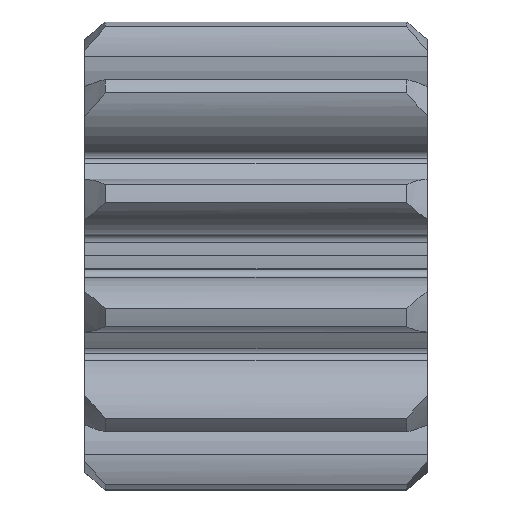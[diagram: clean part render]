
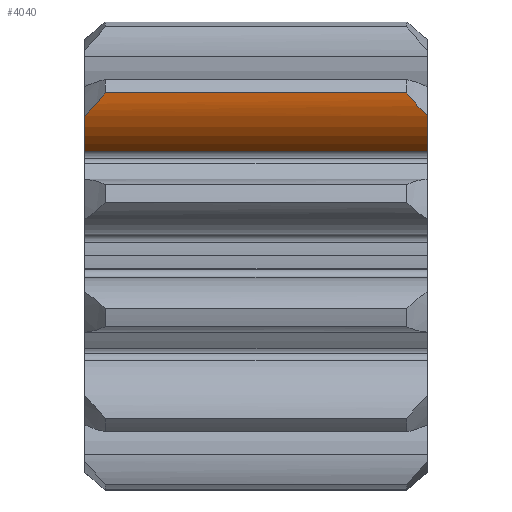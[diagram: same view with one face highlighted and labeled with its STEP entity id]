
A CAD part, top view. The second image highlights one B-rep face of the part: STEP entity #4040.
In plain terms, the highlighted cylindrical face has radius 3.048 mm (diameter 6.096 mm), a partial arc.
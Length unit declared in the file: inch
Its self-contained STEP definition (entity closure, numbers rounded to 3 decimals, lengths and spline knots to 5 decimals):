
#106 = FACE_OUTER_BOUND ( 'NONE', #2335, .T. ) ;
#225 = CARTESIAN_POINT ( 'NONE',  ( 0.02043, 0.22544, 0.2552 ) ) ;
#397 = VECTOR ( 'NONE', #2765, 39.37008 ) ;
#416 = CARTESIAN_POINT ( 'NONE',  ( 0.47, 0.23757, 0.25702 ) ) ;
#446 = EDGE_CURVE ( 'NONE', #4123, #2407, #2019, .T. ) ;
#506 = CARTESIAN_POINT ( 'NONE',  ( 0.47957, 0.22544, 0.2552 ) ) ;
#570 = CARTESIAN_POINT ( 'NONE',  ( 0., 0.20381, 0.2467 ) ) ;
#594 = AXIS2_PLACEMENT_3D ( 'NONE', #2564, #1316, #2244 ) ;
#735 = DIRECTION ( 'NONE',  ( 0., 0., 1. ) ) ;
#850 = EDGE_CURVE ( 'NONE', #4123, #955, #1479, .T. ) ;
#955 = VERTEX_POINT ( 'NONE', #2242 ) ;
#1002 = VECTOR ( 'NONE', #2215, 39.37008 ) ;
#1038 = DIRECTION ( 'NONE',  ( -1., 0., 0. ) ) ;
#1098 = CARTESIAN_POINT ( 'NONE',  ( 0.48956, 0.21421, 0.25165 ) ) ;
#1158 = CARTESIAN_POINT ( 'NONE',  ( 0.5, 0.15223, 0.19968 ) ) ;
#1181 = CARTESIAN_POINT ( 'NONE',  ( -0.96555, 0.23757, 0.25702 ) ) ;
#1188 = AXIS2_PLACEMENT_3D ( 'NONE', #3929, #1038, #735 ) ;
#1189 = VERTEX_POINT ( 'NONE', #2980 ) ;
#1277 = ORIENTED_EDGE ( 'NONE', *, *, #1410, .T. ) ;
#1316 = DIRECTION ( 'NONE',  ( 1., 0., 0. ) ) ;
#1410 = EDGE_CURVE ( 'NONE', #2407, #2517, #3486, .T. ) ;
#1417 = EDGE_CURVE ( 'NONE', #2677, #1189, #3424, .T. ) ;
#1479 = LINE ( 'NONE', #1181, #397 ) ;
#1490 = CARTESIAN_POINT ( 'NONE',  ( 0.01044, 0.21421, 0.25165 ) ) ;
#1549 = CARTESIAN_POINT ( 'NONE',  ( 0.5, 0.15223, 0.19968 ) ) ;
#1628 = DIRECTION ( 'NONE',  ( 0., 0., 1. ) ) ;
#1768 = CARTESIAN_POINT ( 'NONE',  ( 0.5, 0.20381, 0.2467 ) ) ;
#2019 = B_SPLINE_CURVE_WITH_KNOTS ( 'NONE', 3,
 ( #2815, #225, #1490, #570 ),
 .UNSPECIFIED., .F., .F.,
 ( 4, 4 ),
 ( 0., 0.00118 ),
 .UNSPECIFIED. ) ;
#2209 = DIRECTION ( 'NONE',  ( -1., 0., 0. ) ) ;
#2215 = DIRECTION ( 'NONE',  ( 1., 0., 0. ) ) ;
#2242 = CARTESIAN_POINT ( 'NONE',  ( 0.47, 0.23757, 0.25702 ) ) ;
#2244 = DIRECTION ( 'NONE',  ( 0., 0., 1. ) ) ;
#2293 = ORIENTED_EDGE ( 'NONE', *, *, #2521, .T. ) ;
#2335 = EDGE_LOOP ( 'NONE', ( #4116, #4049, #1277, #3714, #3651, #2293 ) ) ;
#2398 = B_SPLINE_CURVE_WITH_KNOTS ( 'NONE', 3,
 ( #1768, #1098, #506, #416 ),
 .UNSPECIFIED., .F., .F.,
 ( 4, 4 ),
 ( 0., 0.00118 ),
 .UNSPECIFIED. ) ;
#2407 = VERTEX_POINT ( 'NONE', #4009 ) ;
#2517 = VERTEX_POINT ( 'NONE', #2699 ) ;
#2521 = EDGE_CURVE ( 'NONE', #1189, #955, #2398, .T. ) ;
#2527 = AXIS2_PLACEMENT_3D ( 'NONE', #3817, #2209, #1628 ) ;
#2564 = CARTESIAN_POINT ( 'NONE',  ( 0., 0.25538, 0.13835 ) ) ;
#2635 = CYLINDRICAL_SURFACE ( 'NONE', #1188, 0.12 ) ;
#2677 = VERTEX_POINT ( 'NONE', #1158 ) ;
#2699 = CARTESIAN_POINT ( 'NONE',  ( 0., 0.15223, 0.19968 ) ) ;
#2728 = CARTESIAN_POINT ( 'NONE',  ( 0.03, 0.23757, 0.25702 ) ) ;
#2765 = DIRECTION ( 'NONE',  ( 1., 0., 0. ) ) ;
#2792 = LINE ( 'NONE', #1549, #1002 ) ;
#2815 = CARTESIAN_POINT ( 'NONE',  ( 0.03, 0.23757, 0.25702 ) ) ;
#2980 = CARTESIAN_POINT ( 'NONE',  ( 0.5, 0.20381, 0.2467 ) ) ;
#3137 = EDGE_CURVE ( 'NONE', #2517, #2677, #2792, .T. ) ;
#3424 = CIRCLE ( 'NONE', #2527, 0.12 ) ;
#3486 = CIRCLE ( 'NONE', #594, 0.12 ) ;
#3651 = ORIENTED_EDGE ( 'NONE', *, *, #1417, .T. ) ;
#3714 = ORIENTED_EDGE ( 'NONE', *, *, #3137, .T. ) ;
#3817 = CARTESIAN_POINT ( 'NONE',  ( 0.5, 0.25538, 0.13835 ) ) ;
#3929 = CARTESIAN_POINT ( 'NONE',  ( 0.5, 0.25538, 0.13835 ) ) ;
#4009 = CARTESIAN_POINT ( 'NONE',  ( 0., 0.20381, 0.2467 ) ) ;
#4040 = ADVANCED_FACE ( 'NONE', ( #106 ), #2635, .T. ) ;
#4049 = ORIENTED_EDGE ( 'NONE', *, *, #446, .T. ) ;
#4116 = ORIENTED_EDGE ( 'NONE', *, *, #850, .F. ) ;
#4123 = VERTEX_POINT ( 'NONE', #2728 ) ;
